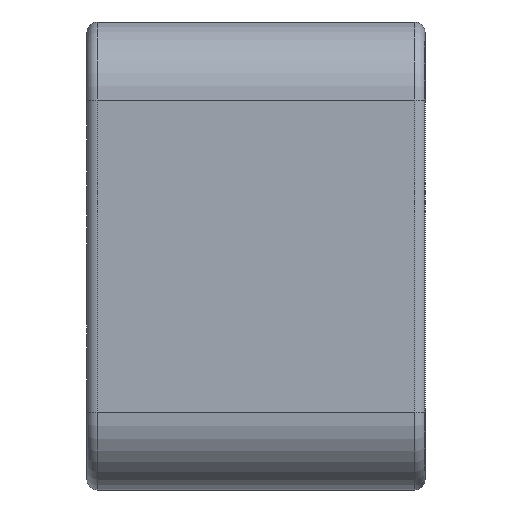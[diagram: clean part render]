
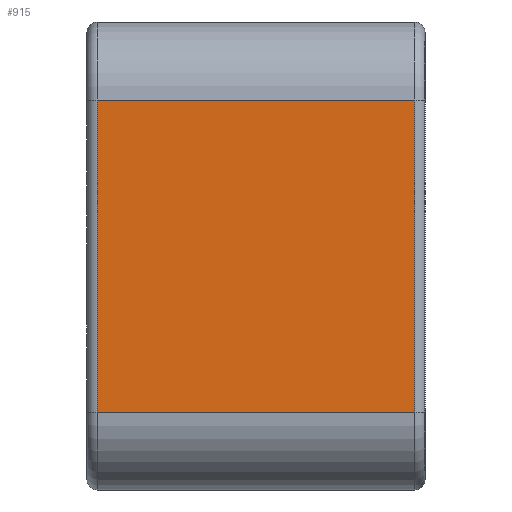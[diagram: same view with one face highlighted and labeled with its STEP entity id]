
A CAD part, left-side view. The second image highlights one B-rep face of the part: STEP entity #915.
In plain terms, the highlighted planar face has unit normal (-1, 0, 0).
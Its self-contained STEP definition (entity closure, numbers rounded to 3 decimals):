
#29=PLANE('',#1003);
#44=LINE('',#1506,#96);
#48=LINE('',#1519,#100);
#49=LINE('',#1521,#101);
#50=LINE('',#1522,#102);
#96=VECTOR('',#1168,10.);
#100=VECTOR('',#1184,10.);
#101=VECTOR('',#1185,10.);
#102=VECTOR('',#1186,10.);
#179=FACE_OUTER_BOUND('',#237,.T.);
#237=EDGE_LOOP('',(#642,#643,#644,#645));
#398=VERTEX_POINT('',#1498);
#400=VERTEX_POINT('',#1504);
#403=VERTEX_POINT('',#1518);
#404=VERTEX_POINT('',#1520);
#488=EDGE_CURVE('',#400,#398,#44,.T.);
#495=EDGE_CURVE('',#403,#400,#48,.T.);
#496=EDGE_CURVE('',#404,#403,#49,.T.);
#497=EDGE_CURVE('',#398,#404,#50,.T.);
#642=ORIENTED_EDGE('',*,*,#488,.F.);
#643=ORIENTED_EDGE('',*,*,#495,.F.);
#644=ORIENTED_EDGE('',*,*,#496,.F.);
#645=ORIENTED_EDGE('',*,*,#497,.F.);
#915=ADVANCED_FACE('',(#179),#29,.T.);
#1003=AXIS2_PLACEMENT_3D('',#1517,#1182,#1183);
#1168=DIRECTION('',(0.,0.,-1.));
#1182=DIRECTION('center_axis',(-1.,0.,0.));
#1183=DIRECTION('ref_axis',(0.,-1.,0.));
#1184=DIRECTION('',(0.,-1.,0.));
#1185=DIRECTION('',(0.,0.,1.));
#1186=DIRECTION('',(0.,1.,0.));
#1498=CARTESIAN_POINT('',(-30.,0.4,3.));
#1504=CARTESIAN_POINT('',(-30.,0.4,15.));
#1506=CARTESIAN_POINT('',(-30.,0.4,0.));
#1517=CARTESIAN_POINT('Origin',(-30.,13.,0.));
#1518=CARTESIAN_POINT('',(-30.,12.6,15.));
#1519=CARTESIAN_POINT('',(-30.,9.75,15.));
#1520=CARTESIAN_POINT('',(-30.,12.6,3.));
#1521=CARTESIAN_POINT('',(-30.,12.6,0.));
#1522=CARTESIAN_POINT('',(-30.,9.75,3.));
